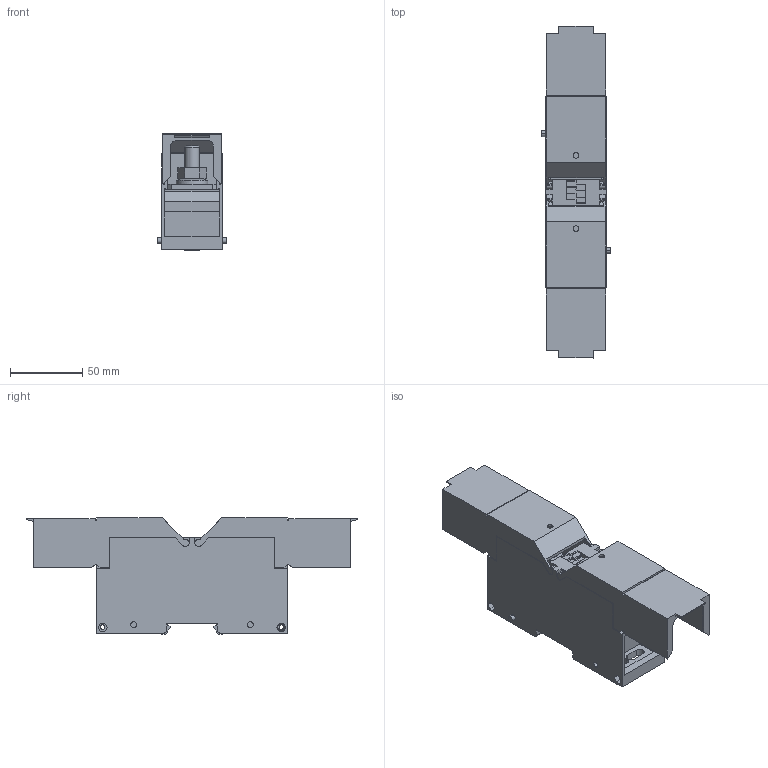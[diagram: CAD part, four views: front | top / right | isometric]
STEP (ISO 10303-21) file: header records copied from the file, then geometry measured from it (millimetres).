
FILE_DESCRIPTION(('CATIA V5R24 STEP','CAx-IF Rec.Pracs.--- Model Styling and Organization---1.2---2011-12-15'),'2;1');
FILE_NAME ('D1457584_0', '2017-05-04T10:49:32+00:00', ('Weidmueller Interface'), ('Weidmueller'), 'CATIA Version 5-6 Release 2014 SP4 HF52', 'CATIA V5 STEP AP214', 'none');
FILE_SCHEMA(('AUTOMOTIVE_DESIGN { 1 0 10303 214 1 1 1 1 }'));
Length unit declared in the file: millimetre
Products named in the file (1): v5-standard_part
Bounding box: 48 x 229.5 x 80.33 mm (x, y, z)
Volume: 220821.9 mm3; surface area: 90678.1 mm2
Topology: 5 solids, 5 shells, 427 faces, 1198 edges, 792 vertices
Faces by surface type: plane 311, cylinder 100, cone 16
Entity records: 13837 total; most frequent: CARTESIAN_POINT 2865, ORIENTED_EDGE 2396, DIRECTION 1998, EDGE_CURVE 1198, VECTOR 938, LINE 938, VERTEX_POINT 792, AXIS2_PLACEMENT_3D 635
